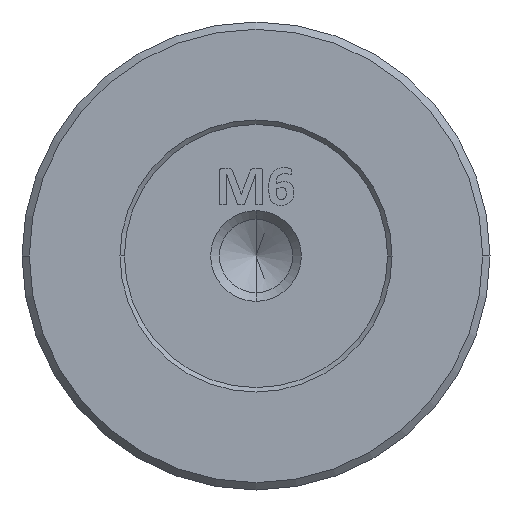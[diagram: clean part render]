
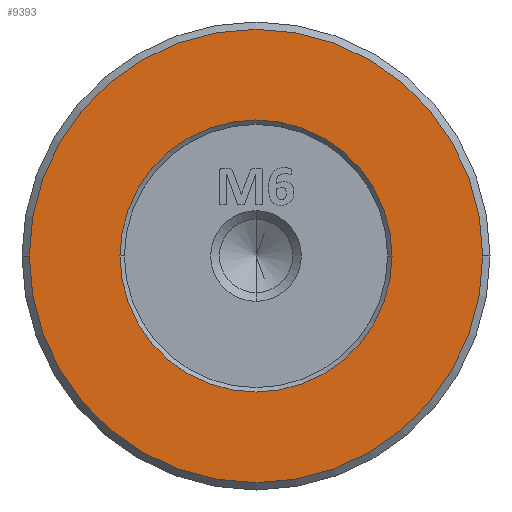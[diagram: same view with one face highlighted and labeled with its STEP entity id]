
A CAD part, left-side view. The second image highlights one B-rep face of the part: STEP entity #9393.
In plain terms, the highlighted planar face has unit normal (-1, 0, 0).
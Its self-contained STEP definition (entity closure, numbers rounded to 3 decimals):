
#267 = EDGE_CURVE ( 'NONE', #2918, #17381, #2098, .T. ) ;
#420 = FACE_OUTER_BOUND ( 'NONE', #14580, .T. ) ;
#557 = DIRECTION ( 'NONE',  ( 0., 1., 0. ) ) ;
#2098 = CIRCLE ( 'NONE', #20116, 9.3 ) ;
#2918 = VERTEX_POINT ( 'NONE', #19705 ) ;
#3098 = ORIENTED_EDGE ( 'NONE', *, *, #267, .T. ) ;
#3670 = AXIS2_PLACEMENT_3D ( 'NONE', #18720, #16336, #5901 ) ;
#4252 = AXIS2_PLACEMENT_3D ( 'NONE', #12154, #6105, #12556 ) ;
#4776 = DIRECTION ( 'NONE',  ( 1., 0., 0. ) ) ;
#5121 = EDGE_LOOP ( 'NONE', ( #25290, #3098 ) ) ;
#5901 = DIRECTION ( 'NONE',  ( 0., -1., 0. ) ) ;
#6105 = DIRECTION ( 'NONE',  ( -1., 0., 0. ) ) ;
#6917 = DIRECTION ( 'NONE',  ( 1., 0., 0. ) ) ;
#7168 = DIRECTION ( 'NONE',  ( -1., 0., 0. ) ) ;
#8653 = VERTEX_POINT ( 'NONE', #10742 ) ;
#9081 = CIRCLE ( 'NONE', #4252, 15.5 ) ;
#9174 = CARTESIAN_POINT ( 'NONE',  ( -32.113, 3.476, 13.025 ) ) ;
#9393 = ADVANCED_FACE ( 'NONE', ( #17598, #420 ), #23565, .T. ) ;
#9838 = ORIENTED_EDGE ( 'NONE', *, *, #24586, .T. ) ;
#10078 = CIRCLE ( 'NONE', #14307, 9.3 ) ;
#10742 = CARTESIAN_POINT ( 'NONE',  ( -32.113, 18.976, 13.025 ) ) ;
#10743 = CARTESIAN_POINT ( 'NONE',  ( -32.113, 3.476, 13.025 ) ) ;
#11519 = CARTESIAN_POINT ( 'NONE',  ( -32.113, -5.824, 13.025 ) ) ;
#12154 = CARTESIAN_POINT ( 'NONE',  ( -32.113, 3.476, 13.025 ) ) ;
#12556 = DIRECTION ( 'NONE',  ( 0., -1., 0. ) ) ;
#13402 = EDGE_CURVE ( 'NONE', #8653, #15801, #17725, .T. ) ;
#13564 = DIRECTION ( 'NONE',  ( 0., -1., 0. ) ) ;
#14307 = AXIS2_PLACEMENT_3D ( 'NONE', #10743, #6917, #15148 ) ;
#14580 = EDGE_LOOP ( 'NONE', ( #22423, #9838 ) ) ;
#15148 = DIRECTION ( 'NONE',  ( 0., -1., 0. ) ) ;
#15801 = VERTEX_POINT ( 'NONE', #17579 ) ;
#16336 = DIRECTION ( 'NONE',  ( -1., 0., 0. ) ) ;
#17381 = VERTEX_POINT ( 'NONE', #11519 ) ;
#17579 = CARTESIAN_POINT ( 'NONE',  ( -32.113, -12.024, 13.025 ) ) ;
#17598 = FACE_BOUND ( 'NONE', #5121, .T. ) ;
#17725 = CIRCLE ( 'NONE', #3670, 15.5 ) ;
#18720 = CARTESIAN_POINT ( 'NONE',  ( -32.113, 3.476, 13.025 ) ) ;
#19705 = CARTESIAN_POINT ( 'NONE',  ( -32.113, 12.776, 13.025 ) ) ;
#20116 = AXIS2_PLACEMENT_3D ( 'NONE', #9174, #4776, #13564 ) ;
#20794 = EDGE_CURVE ( 'NONE', #17381, #2918, #10078, .T. ) ;
#22423 = ORIENTED_EDGE ( 'NONE', *, *, #13402, .T. ) ;
#23387 = AXIS2_PLACEMENT_3D ( 'NONE', #26022, #7168, #557 ) ;
#23565 = PLANE ( 'NONE',  #23387 ) ;
#24586 = EDGE_CURVE ( 'NONE', #15801, #8653, #9081, .T. ) ;
#25290 = ORIENTED_EDGE ( 'NONE', *, *, #20794, .T. ) ;
#26022 = CARTESIAN_POINT ( 'NONE',  ( -32.113, 3.476, 13.025 ) ) ;
